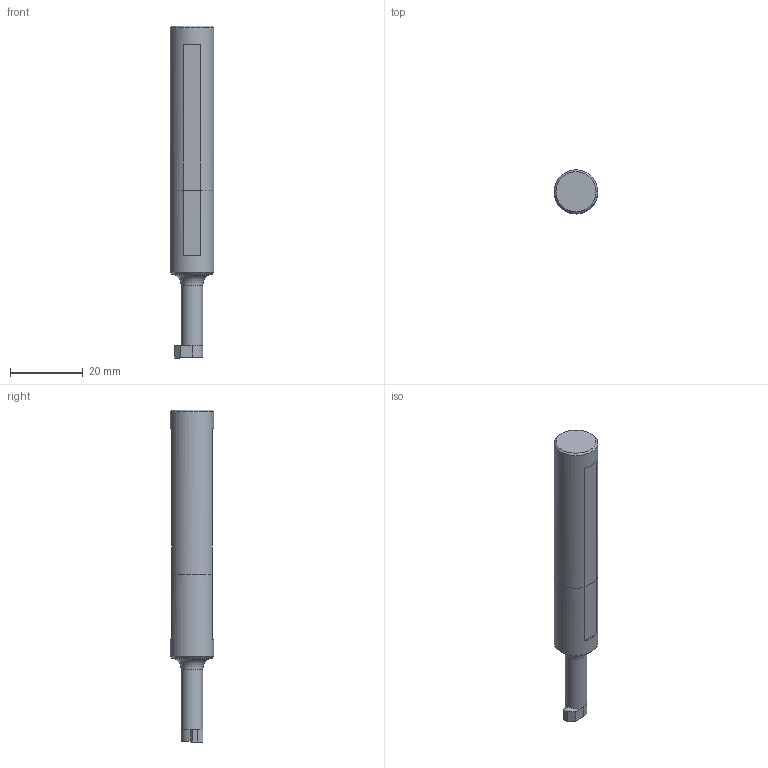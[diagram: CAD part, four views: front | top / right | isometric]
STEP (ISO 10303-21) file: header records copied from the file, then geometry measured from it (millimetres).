
FILE_DESCRIPTION(/* description */ (''),/* implementation_level */ '2;1');
FILE_NAME(/* name */ 'A12G-SGXN08-20.stp',/* time_stamp */ '2018-04-11T16:03:01+06:00',/* author */ (''),/* organization */ (''),/* preprocessor_version */ 'ST-DEVELOPER v16',/* originating_system */ 'SIEMENS PLM Software NX 11.0',/* authorisation */ '');
FILE_SCHEMA (('AUTOMOTIVE_DESIGN { 1 0 10303 214 3 1 1 1 }'));
Length unit declared in the file: millimetre
Products named in the file (1): inpu329CA09Dxubl
Bounding box: 11.98 x 11.98 x 91 mm (x, y, z)
Volume: 8185 mm3; surface area: 3465.6 mm2
Topology: 3 solids, 3 shells, 29 faces, 65 edges, 42 vertices
Faces by surface type: plane 19, cylinder 7, cone 2, torus 1
Full cylindrical faces by diameter (mm): 6 x1, 11.98 x2
Entity records: 849 total; most frequent: CARTESIAN_POINT 158, DIRECTION 141, ORIENTED_EDGE 112, EDGE_CURVE 56, AXIS2_PLACEMENT_3D 54, VERTEX_POINT 39, EDGE_LOOP 35, LINE 33
